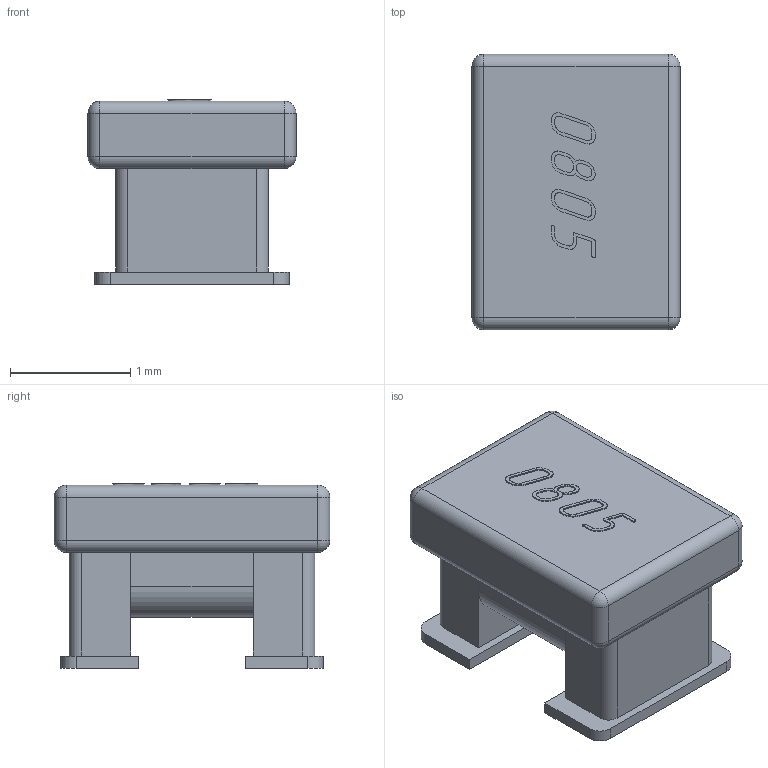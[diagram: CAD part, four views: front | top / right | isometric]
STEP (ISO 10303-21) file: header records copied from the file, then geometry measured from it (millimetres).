
FILE_DESCRIPTION(('STEP AP214'), '1');
FILE_NAME('êàòóøêà èíäóêòèâíîñòè 0805', '', ('UNSPECIFIED'), ('UNSPECIFIED'), 'C3D Converter', 'C3D Toolkit', '');
FILE_SCHEMA(('AUTOMOTIVE_DESIGN { 1 0 10303 214 3 1 1}'));
Length unit declared in the file: millimetre
Products named in the file (1): катушка 0805
Bounding box: 1.73 x 2.29 x 1.53 mm (x, y, z)
Volume: 3.9 mm3; surface area: 43.9 mm2
Topology: 11 solids, 11 shells, 233 faces, 605 edges, 382 vertices
Faces by surface type: plane 101, extrusion 82, cylinder 38, sphere 12
Entity records: 8919 total; most frequent: CARTESIAN_POINT 1701, ORIENTED_EDGE 1186, DIRECTION 891, EDGE_CURVE 593, VECTOR 435, VERTEX_POINT 382, LINE 353, B_SPLINE_CURVE_WITH_KNOTS 246
